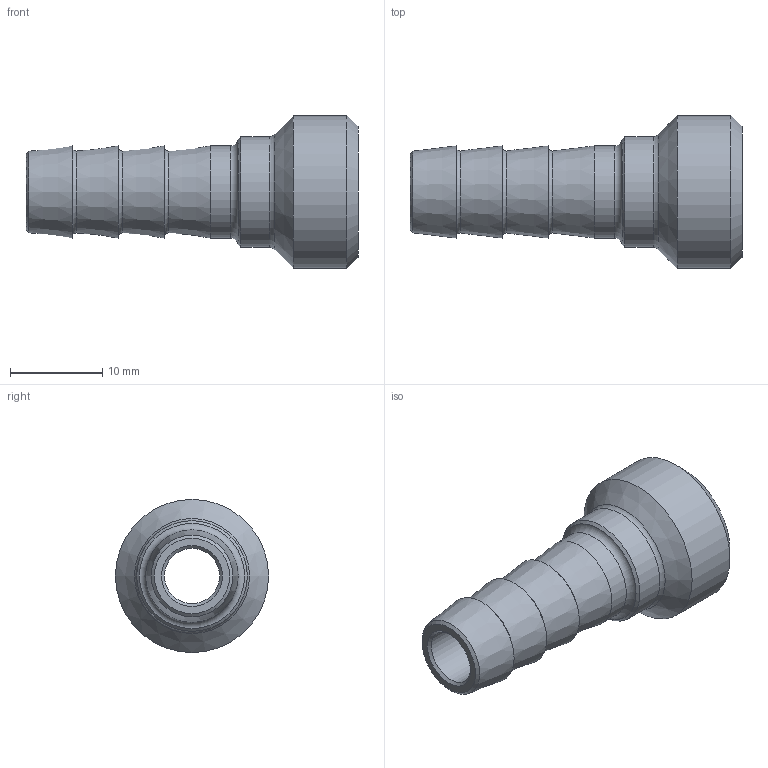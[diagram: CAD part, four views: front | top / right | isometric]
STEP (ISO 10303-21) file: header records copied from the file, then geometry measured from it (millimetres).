
FILE_DESCRIPTION(/* description */ (''),/* implementation_level */ '2;1');
FILE_NAME(/* name */ '3D_R666-SLG-10-DN10_17113805.stp',/* time_stamp */ '2021-06-23T08:01:45+02:00',/* author */ ('cad'),/* organization */ (''),/* preprocessor_version */ 'ST-DEVELOPER v18.1',/* originating_system */ 'Autodesk Inventor 2022',/* authorisation */ '');
FILE_SCHEMA (('AUTOMOTIVE_DESIGN { 1 0 10303 214 3 1 1 }'));
Length unit declared in the file: millimetre
Products named in the file (1): 3D_R666-SLG-10-DN10_17113805
Bounding box: 36 x 16.6 x 16.6 mm (x, y, z)
Volume: 2835.9 mm3; surface area: 2230.4 mm2
Topology: 1 solids, 1 shells, 24 faces, 53 edges, 34 vertices
Faces by surface type: cone 10, torus 5, plane 5, cylinder 4
Full cylindrical faces by diameter (mm): 6 x1, 10 x1, 12 x1, 16.6 x1
Entity records: 729 total; most frequent: DIRECTION 142, CARTESIAN_POINT 112, ORIENTED_EDGE 106, AXIS2_PLACEMENT_3D 64, EDGE_CURVE 53, CIRCLE 39, VERTEX_POINT 34, EDGE_LOOP 29
